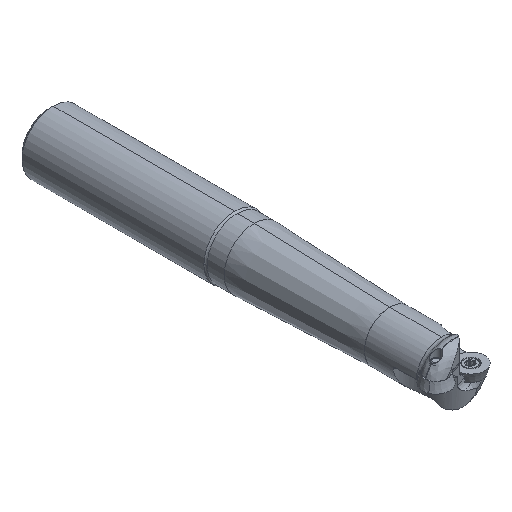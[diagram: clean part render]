
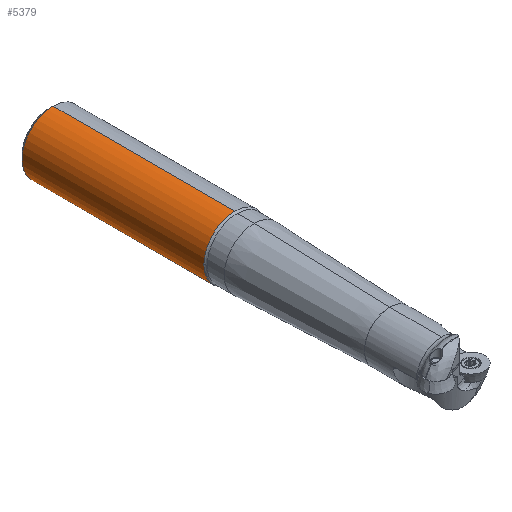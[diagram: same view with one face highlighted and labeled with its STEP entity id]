
A CAD part, isometric view. The second image highlights one B-rep face of the part: STEP entity #5379.
In plain terms, the highlighted cylindrical face has radius 8 mm (diameter 16 mm), a partial arc.
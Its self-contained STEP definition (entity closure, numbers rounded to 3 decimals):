
#62 = AXIS2_PLACEMENT_3D ( 'NONE', #7352, #1242, #1281 ) ;
#104 = CIRCLE ( 'NONE', #7735, 8. ) ;
#375 = EDGE_CURVE ( 'NONE', #6299, #2597, #3207, .T. ) ;
#632 = EDGE_CURVE ( 'NONE', #2597, #7493, #104, .T. ) ;
#742 = CARTESIAN_POINT ( 'NONE',  ( -8., 60., 0. ) ) ;
#1038 = CYLINDRICAL_SURFACE ( 'NONE', #3382, 8. ) ;
#1242 = DIRECTION ( 'NONE',  ( 0., -1., 0. ) ) ;
#1281 = DIRECTION ( 'NONE',  ( 0., 0., -1. ) ) ;
#1284 = EDGE_CURVE ( 'NONE', #2952, #6299, #1493, .T. ) ;
#1493 = LINE ( 'NONE', #7486, #4066 ) ;
#1520 = CARTESIAN_POINT ( 'NONE',  ( 0., 60., 8. ) ) ;
#1541 = DIRECTION ( 'NONE',  ( 0., 0., -1. ) ) ;
#1936 = ORIENTED_EDGE ( 'NONE', *, *, #3005, .T. ) ;
#2225 = DIRECTION ( 'NONE',  ( 0., -1., 0. ) ) ;
#2485 = CARTESIAN_POINT ( 'NONE',  ( 0., 107., -8. ) ) ;
#2523 = CARTESIAN_POINT ( 'NONE',  ( 0., 60., -8. ) ) ;
#2597 = VERTEX_POINT ( 'NONE', #742 ) ;
#2703 = DIRECTION ( 'NONE',  ( 0., 1., 0. ) ) ;
#2752 = DIRECTION ( 'NONE',  ( 0., 0., -1. ) ) ;
#2825 = FACE_OUTER_BOUND ( 'NONE', #6225, .T. ) ;
#2922 = CARTESIAN_POINT ( 'NONE',  ( 0., 83.5, 8. ) ) ;
#2952 = VERTEX_POINT ( 'NONE', #2485 ) ;
#3005 = EDGE_CURVE ( 'NONE', #3992, #2952, #6452, .T. ) ;
#3112 = VECTOR ( 'NONE', #5959, 1000. ) ;
#3207 = CIRCLE ( 'NONE', #5219, 8. ) ;
#3382 = AXIS2_PLACEMENT_3D ( 'NONE', #5966, #7029, #2752 ) ;
#3781 = ORIENTED_EDGE ( 'NONE', *, *, #1284, .T. ) ;
#3808 = DIRECTION ( 'NONE',  ( 0., 1., 0. ) ) ;
#3992 = VERTEX_POINT ( 'NONE', #5618 ) ;
#4066 = VECTOR ( 'NONE', #2225, 1000. ) ;
#4399 = DIRECTION ( 'NONE',  ( 0., 0., -1. ) ) ;
#4472 = ORIENTED_EDGE ( 'NONE', *, *, #632, .T. ) ;
#5031 = CARTESIAN_POINT ( 'NONE',  ( 0., 60., 0. ) ) ;
#5219 = AXIS2_PLACEMENT_3D ( 'NONE', #5697, #2703, #1541 ) ;
#5332 = LINE ( 'NONE', #2922, #3112 ) ;
#5379 = ADVANCED_FACE ( 'NONE', ( #2825 ), #1038, .T. ) ;
#5618 = CARTESIAN_POINT ( 'NONE',  ( 0., 107., 8. ) ) ;
#5697 = CARTESIAN_POINT ( 'NONE',  ( 0., 60., 0. ) ) ;
#5766 = EDGE_CURVE ( 'NONE', #3992, #7493, #5332, .T. ) ;
#5959 = DIRECTION ( 'NONE',  ( 0., -1., 0. ) ) ;
#5966 = CARTESIAN_POINT ( 'NONE',  ( 0., 83.5, 0. ) ) ;
#6064 = ORIENTED_EDGE ( 'NONE', *, *, #375, .T. ) ;
#6225 = EDGE_LOOP ( 'NONE', ( #6868, #1936, #3781, #6064, #4472 ) ) ;
#6299 = VERTEX_POINT ( 'NONE', #2523 ) ;
#6452 = CIRCLE ( 'NONE', #62, 8. ) ;
#6868 = ORIENTED_EDGE ( 'NONE', *, *, #5766, .F. ) ;
#7029 = DIRECTION ( 'NONE',  ( 0., -1., 0. ) ) ;
#7352 = CARTESIAN_POINT ( 'NONE',  ( 0., 107., 0. ) ) ;
#7486 = CARTESIAN_POINT ( 'NONE',  ( 0., 83.5, -8. ) ) ;
#7493 = VERTEX_POINT ( 'NONE', #1520 ) ;
#7735 = AXIS2_PLACEMENT_3D ( 'NONE', #5031, #3808, #4399 ) ;
